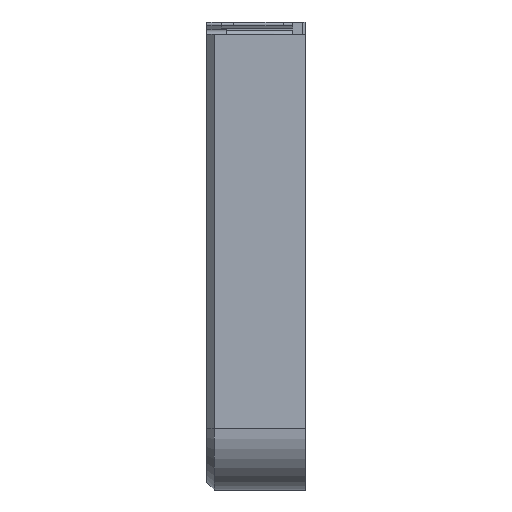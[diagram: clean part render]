
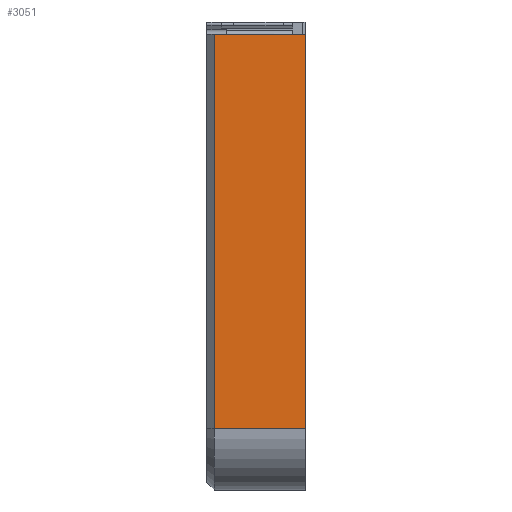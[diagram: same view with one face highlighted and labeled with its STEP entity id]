
A CAD part, left-side view. The second image highlights one B-rep face of the part: STEP entity #3051.
In plain terms, the highlighted planar face has unit normal (-1, 0, 0).
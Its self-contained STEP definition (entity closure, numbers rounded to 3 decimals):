
#188=LINE('',#4780,#531);
#371=LINE('',#5183,#714);
#372=LINE('',#5185,#715);
#373=LINE('',#5186,#716);
#531=VECTOR('',#3602,1000.);
#714=VECTOR('',#3957,1000.);
#715=VECTOR('',#3958,1000.);
#716=VECTOR('',#3959,1000.);
#924=FACE_OUTER_BOUND('',#1095,.T.);
#1095=EDGE_LOOP('',(#2564,#2565,#2566,#2567));
#1326=VERTEX_POINT('',#4777);
#1327=VERTEX_POINT('',#4779);
#1445=VERTEX_POINT('',#5182);
#1446=VERTEX_POINT('',#5184);
#1653=EDGE_CURVE('',#1326,#1327,#188,.T.);
#1846=EDGE_CURVE('',#1445,#1326,#371,.T.);
#1847=EDGE_CURVE('',#1445,#1446,#372,.T.);
#1848=EDGE_CURVE('',#1327,#1446,#373,.T.);
#2564=ORIENTED_EDGE('',*,*,#1846,.F.);
#2565=ORIENTED_EDGE('',*,*,#1847,.T.);
#2566=ORIENTED_EDGE('',*,*,#1848,.F.);
#2567=ORIENTED_EDGE('',*,*,#1653,.F.);
#2913=PLANE('',#3273);
#3051=ADVANCED_FACE('',(#924),#2913,.F.);
#3273=AXIS2_PLACEMENT_3D('',#5181,#3955,#3956);
#3602=DIRECTION('',(0.,0.,-1.));
#3955=DIRECTION('center_axis',(1.,0.,0.));
#3956=DIRECTION('ref_axis',(0.,0.,-1.));
#3957=DIRECTION('',(0.,-1.,0.));
#3958=DIRECTION('',(0.,0.,-1.));
#3959=DIRECTION('',(0.,1.,0.));
#4777=CARTESIAN_POINT('',(-185.,-20.,0.));
#4779=CARTESIAN_POINT('',(-185.,-20.,-160.));
#4780=CARTESIAN_POINT('',(-185.,-20.,185.));
#5181=CARTESIAN_POINT('Origin',(-185.,20.,185.));
#5182=CARTESIAN_POINT('',(-185.,17.,0.));
#5183=CARTESIAN_POINT('',(-185.,-40.,0.));
#5184=CARTESIAN_POINT('',(-185.,17.,-160.));
#5185=CARTESIAN_POINT('',(-185.,17.,0.));
#5186=CARTESIAN_POINT('',(-185.,0.,-160.));
